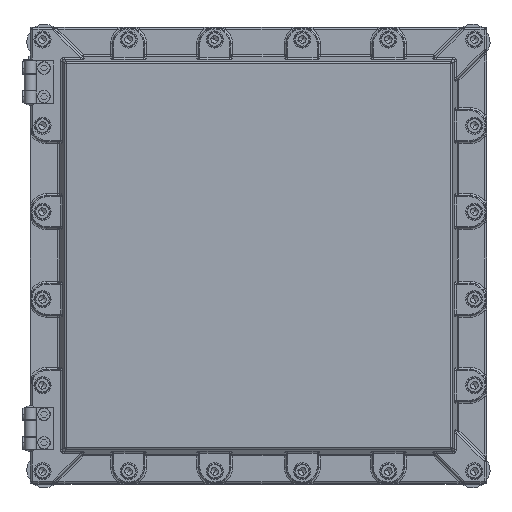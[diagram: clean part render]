
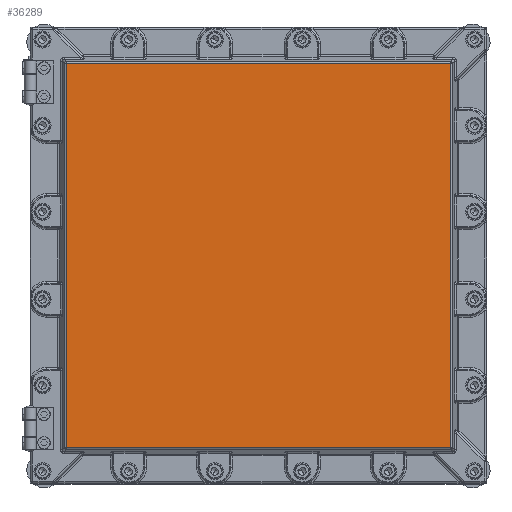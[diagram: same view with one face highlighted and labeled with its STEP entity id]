
A CAD part, top view. The second image highlights one B-rep face of the part: STEP entity #36289.
In plain terms, the highlighted planar face has unit normal (0, 0, 1).
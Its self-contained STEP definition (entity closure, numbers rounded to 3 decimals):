
#12544 = FACE_OUTER_BOUND ( 'NONE', #41328, .T. ) ;
#25468 = VERTEX_POINT ( 'NONE', #67989 ) ;
#25472 = VERTEX_POINT ( 'NONE', #67993 ) ;
#25528 = VERTEX_POINT ( 'NONE', #68049 ) ;
#25529 = VERTEX_POINT ( 'NONE', #68050 ) ;
#33265 = CARTESIAN_POINT ( 'NONE',  ( -203.5, -203.5, 34. ) ) ;
#33270 = PLANE ( 'NONE',  #80633 ) ;
#33276 = DIRECTION ( 'NONE',  ( 0., 0., 1. ) ) ;
#33277 = DIRECTION ( 'NONE',  ( 1., 0., 0. ) ) ;
#36289 = ADVANCED_FACE ( 'NONE', ( #12544 ), #33270, .T. ) ;
#41328 = EDGE_LOOP ( 'NONE', ( #42429, #42430, #42431, #42432 ) ) ;
#42429 = ORIENTED_EDGE ( 'NONE', *, *, #44522, .T. ) ;
#42430 = ORIENTED_EDGE ( 'NONE', *, *, #44523, .T. ) ;
#42431 = ORIENTED_EDGE ( 'NONE', *, *, #44524, .T. ) ;
#42432 = ORIENTED_EDGE ( 'NONE', *, *, #44525, .T. ) ;
#44522 = EDGE_CURVE ( 'NONE', #25468, #25472, #71536, .T. ) ;
#44523 = EDGE_CURVE ( 'NONE', #25472, #25528, #71488, .T. ) ;
#44524 = EDGE_CURVE ( 'NONE', #25528, #25529, #71540, .T. ) ;
#44525 = EDGE_CURVE ( 'NONE', #25529, #25468, #71542, .T. ) ;
#67989 = CARTESIAN_POINT ( 'NONE',  ( 201.965, 201.965, 34. ) ) ;
#67993 = CARTESIAN_POINT ( 'NONE',  ( -201.965, 201.965, 34. ) ) ;
#68049 = CARTESIAN_POINT ( 'NONE',  ( -201.965, -201.965, 34. ) ) ;
#68050 = CARTESIAN_POINT ( 'NONE',  ( 201.965, -201.965, 34. ) ) ;
#71488 = LINE ( 'NONE', #72792, #71541 ) ;
#71536 = LINE ( 'NONE', #72821, #71539 ) ;
#71539 = VECTOR ( 'NONE', #72822, 1000. ) ;
#71540 = LINE ( 'NONE', #72824, #71543 ) ;
#71541 = VECTOR ( 'NONE', #72823, 1000. ) ;
#71542 = LINE ( 'NONE', #72826, #71545 ) ;
#71543 = VECTOR ( 'NONE', #72825, 1000. ) ;
#71545 = VECTOR ( 'NONE', #72827, 1000. ) ;
#72792 = CARTESIAN_POINT ( 'NONE',  ( -201.965, -203.5, 34. ) ) ;
#72821 = CARTESIAN_POINT ( 'NONE',  ( -203.5, 201.965, 34. ) ) ;
#72822 = DIRECTION ( 'NONE',  ( -1., 0., 0. ) ) ;
#72823 = DIRECTION ( 'NONE',  ( 0., -1., 0. ) ) ;
#72824 = CARTESIAN_POINT ( 'NONE',  ( -203.5, -201.965, 34. ) ) ;
#72825 = DIRECTION ( 'NONE',  ( 1., 0., 0. ) ) ;
#72826 = CARTESIAN_POINT ( 'NONE',  ( 201.965, -203.5, 34. ) ) ;
#72827 = DIRECTION ( 'NONE',  ( 0., 1., 0. ) ) ;
#80633 = AXIS2_PLACEMENT_3D ( 'NONE', #33265, #33276, #33277 ) ;
